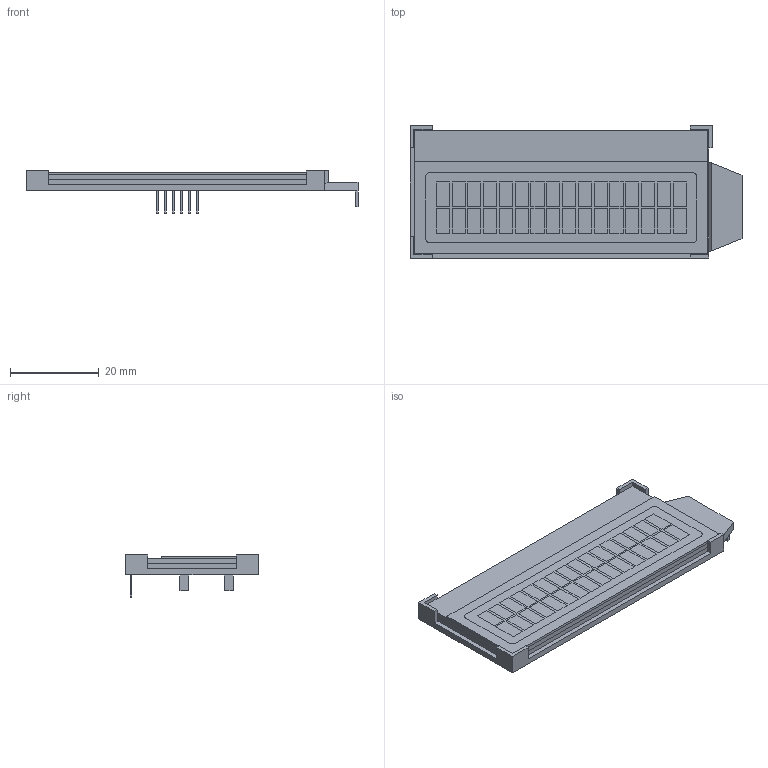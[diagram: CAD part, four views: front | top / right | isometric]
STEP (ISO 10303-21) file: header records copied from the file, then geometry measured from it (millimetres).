
FILE_DESCRIPTION((''),'2;1');
FILE_NAME('DS_BATRON_BTHQ21605V.stp','2015-09-15T16:05:59',(''),(''),'Mechanical Desktop 2011','Mechanical Desktop 2011',', , ');
FILE_SCHEMA(('AUTOMOTIVE_DESIGN { 1 2 10303 214 1 1 1 1 }'));
Length unit declared in the file: millimetre
Products named in the file (1): Product
Bounding box: 74.65 x 29.8 x 9.45 mm (x, y, z)
Volume: 7379.5 mm3; surface area: 15444.7 mm2
Topology: 45 solids, 45 shells, 437 faces, 1038 edges, 691 vertices
Faces by surface type: bspline 351, plane 78, cylinder 8
Entity records: 12505 total; most frequent: CARTESIAN_POINT 3220, ORIENTED_EDGE 2076, DIRECTION 1228, EDGE_CURVE 1038, VECTOR 1022, LINE 1022, VERTEX_POINT 691, EDGE_LOOP 503
